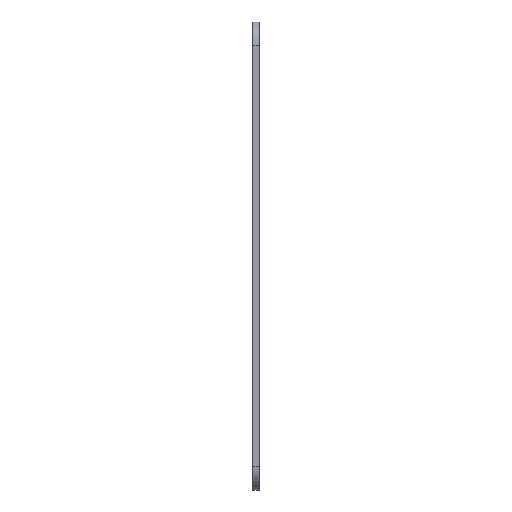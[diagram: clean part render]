
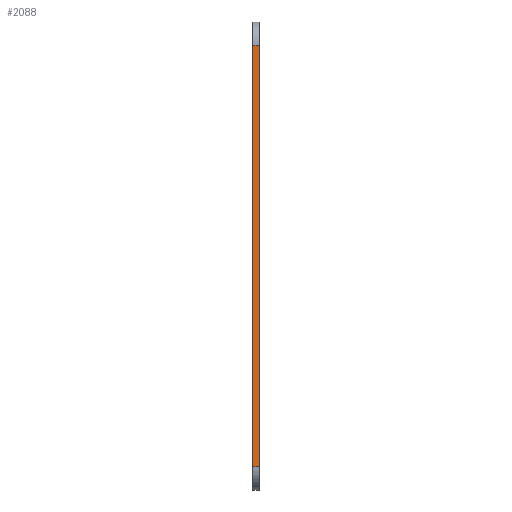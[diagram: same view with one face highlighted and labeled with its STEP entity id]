
A CAD part, left-side view. The second image highlights one B-rep face of the part: STEP entity #2088.
In plain terms, the highlighted planar face has unit normal (-1, 0, 0).
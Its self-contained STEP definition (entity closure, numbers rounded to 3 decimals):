
#98=PLANE('',#2300);
#200=FACE_OUTER_BOUND('',#318,.T.);
#318=EDGE_LOOP('',(#1833,#1834,#1835,#1836));
#340=LINE('',#2921,#544);
#393=LINE('',#3120,#597);
#398=LINE('',#3133,#602);
#539=LINE('',#3504,#743);
#544=VECTOR('',#2318,10.);
#597=VECTOR('',#2469,10.);
#602=VECTOR('',#2482,10.);
#743=VECTOR('',#2899,10.);
#846=VERTEX_POINT('',#2918);
#847=VERTEX_POINT('',#2920);
#944=VERTEX_POINT('',#3118);
#948=VERTEX_POINT('',#3132);
#1047=EDGE_CURVE('',#846,#847,#340,.T.);
#1147=EDGE_CURVE('',#944,#846,#393,.T.);
#1153=EDGE_CURVE('',#847,#948,#398,.T.);
#1339=EDGE_CURVE('',#948,#944,#539,.T.);
#1833=ORIENTED_EDGE('',*,*,#1147,.F.);
#1834=ORIENTED_EDGE('',*,*,#1339,.F.);
#1835=ORIENTED_EDGE('',*,*,#1153,.F.);
#1836=ORIENTED_EDGE('',*,*,#1047,.F.);
#2088=ADVANCED_FACE('',(#200),#98,.T.);
#2300=AXIS2_PLACEMENT_3D('',#3503,#2897,#2898);
#2318=DIRECTION('',(0.,0.,1.));
#2469=DIRECTION('',(0.,1.,0.));
#2482=DIRECTION('',(0.,-1.,0.));
#2897=DIRECTION('center_axis',(-1.,0.,0.));
#2898=DIRECTION('ref_axis',(0.,0.,1.));
#2899=DIRECTION('',(0.,0.,-1.));
#2918=CARTESIAN_POINT('',(-1.81,1.5,-6.9));
#2920=CARTESIAN_POINT('',(-1.81,1.5,83.461));
#2921=CARTESIAN_POINT('',(-1.81,1.5,88.461));
#3118=CARTESIAN_POINT('',(-1.81,0.,-6.9));
#3120=CARTESIAN_POINT('',(-1.81,0.,-6.9));
#3132=CARTESIAN_POINT('',(-1.81,0.,83.461));
#3133=CARTESIAN_POINT('',(-1.81,0.,83.461));
#3503=CARTESIAN_POINT('Origin',(-1.81,0.,-11.9));
#3504=CARTESIAN_POINT('',(-1.81,0.,88.461));
